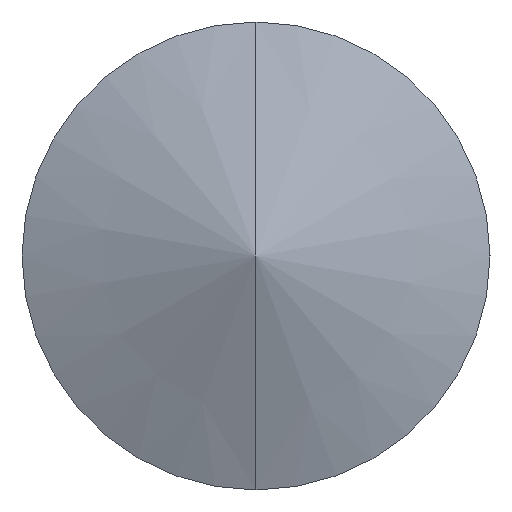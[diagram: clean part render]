
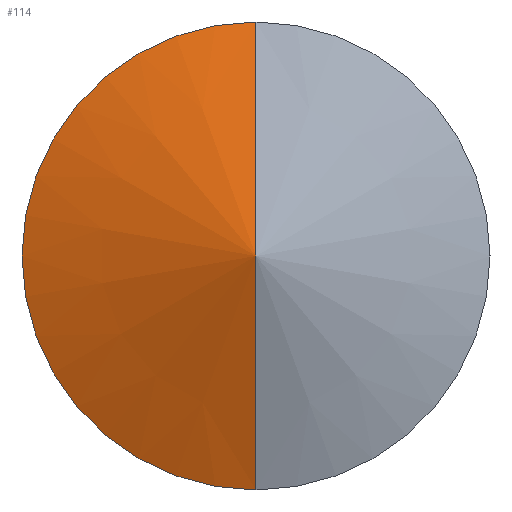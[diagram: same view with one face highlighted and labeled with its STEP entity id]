
A CAD part, left-side view. The second image highlights one B-rep face of the part: STEP entity #114.
In plain terms, the highlighted conical face has half-angle 70 degrees and reference radius 3 mm.
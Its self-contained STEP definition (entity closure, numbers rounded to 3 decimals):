
#9 = VERTEX_POINT ( 'NONE', #171 ) ;
#11 = VECTOR ( 'NONE', #56, 1000. ) ;
#25 = EDGE_CURVE ( 'NONE', #124, #169, #70, .T. ) ;
#28 = DIRECTION ( 'NONE',  ( 1., 0., 0. ) ) ;
#29 = DIRECTION ( 'NONE',  ( 0.342, 0., 0.94 ) ) ;
#51 = CONICAL_SURFACE ( 'NONE', #113, 3., 1.222 ) ;
#56 = DIRECTION ( 'NONE',  ( 0.342, 0., -0.94 ) ) ;
#57 = DIRECTION ( 'NONE',  ( 0., 0., -1. ) ) ;
#58 = CARTESIAN_POINT ( 'NONE',  ( 1.787, 0., 0. ) ) ;
#62 = LINE ( 'NONE', #147, #68 ) ;
#67 = ORIENTED_EDGE ( 'NONE', *, *, #25, .F. ) ;
#68 = VECTOR ( 'NONE', #29, 1000. ) ;
#70 = LINE ( 'NONE', #128, #11 ) ;
#71 = ORIENTED_EDGE ( 'NONE', *, *, #108, .T. ) ;
#74 = DIRECTION ( 'NONE',  ( 0., 0., -1. ) ) ;
#76 = EDGE_CURVE ( 'NONE', #169, #9, #156, .T. ) ;
#86 = DIRECTION ( 'NONE',  ( 1., 0., 0. ) ) ;
#87 = CARTESIAN_POINT ( 'NONE',  ( 0.695, 0., 0. ) ) ;
#100 = CARTESIAN_POINT ( 'NONE',  ( 1.787, 0., -3. ) ) ;
#107 = EDGE_LOOP ( 'NONE', ( #67, #71, #143 ) ) ;
#108 = EDGE_CURVE ( 'NONE', #124, #9, #62, .T. ) ;
#113 = AXIS2_PLACEMENT_3D ( 'NONE', #58, #28, #74 ) ;
#114 = ADVANCED_FACE ( 'NONE', ( #132 ), #51, .T. ) ;
#124 = VERTEX_POINT ( 'NONE', #87 ) ;
#128 = CARTESIAN_POINT ( 'NONE',  ( 1.787, 0., -3. ) ) ;
#132 = FACE_OUTER_BOUND ( 'NONE', #107, .T. ) ;
#143 = ORIENTED_EDGE ( 'NONE', *, *, #76, .F. ) ;
#145 = AXIS2_PLACEMENT_3D ( 'NONE', #160, #86, #57 ) ;
#147 = CARTESIAN_POINT ( 'NONE',  ( 1.787, 0., 3. ) ) ;
#156 = CIRCLE ( 'NONE', #145, 3. ) ;
#160 = CARTESIAN_POINT ( 'NONE',  ( 1.787, 0., 0. ) ) ;
#169 = VERTEX_POINT ( 'NONE', #100 ) ;
#171 = CARTESIAN_POINT ( 'NONE',  ( 1.787, 0., 3. ) ) ;
